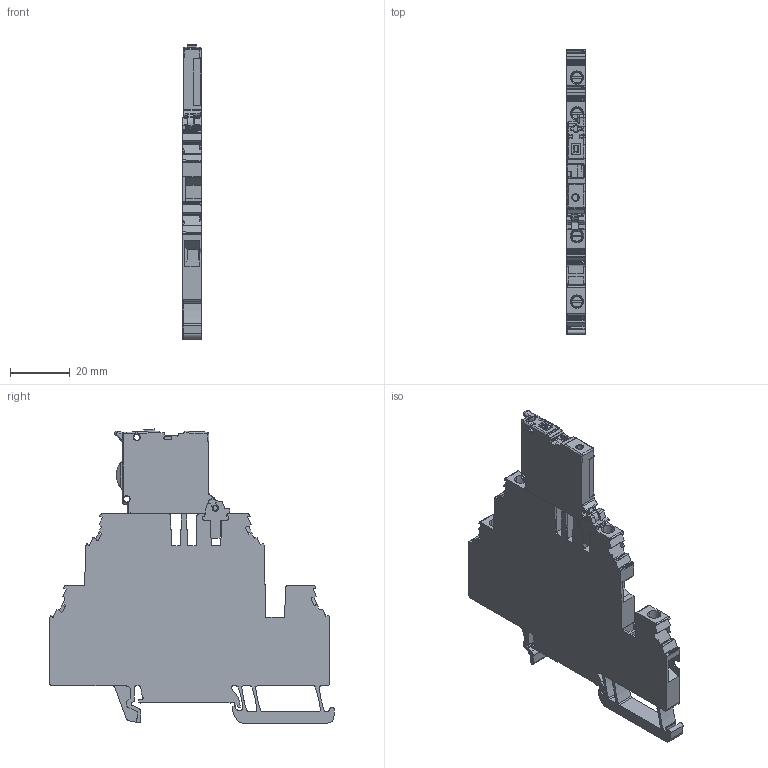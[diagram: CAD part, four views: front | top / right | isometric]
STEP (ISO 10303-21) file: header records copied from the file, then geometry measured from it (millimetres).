
FILE_DESCRIPTION(('CATIA V5 STEP Exchange','CAx-IF Rec.Pracs.--- Model Styling and Organization---1.4--- 2014-01-23'),'2;1');
FILE_NAME ('1995223-2_1', '2024-03-21T18:34:01+00:00', ('none'), ('Weidmueller'), 'CATIA Version 5-6 Release 2016 SP3 HF44', 'CATIA V5 STEP AP214', 'none');
FILE_SCHEMA(('AUTOMOTIVE_DESIGN { 1 0 10303 214 1 1 1 1 }'));
Products named in the file (1): 30193400000
Bounding box: 6.1 x 95.33 x 98.46 mm (x, y, z)
Volume: 31444.4 mm3; surface area: 18254.4 mm2
Topology: 8 solids, 8 shells, 1470 faces, 4088 edges, 2640 vertices
Faces by surface type: plane 652, cylinder 472, extrusion 178, torus 99, bspline 38, cone 19, sphere 12
Entity records: 50663 total; most frequent: CARTESIAN_POINT 15143, ORIENTED_EDGE 8166, DIRECTION 5623, EDGE_CURVE 4083, VECTOR 2656, VERTEX_POINT 2640, LINE 2478, AXIS2_PLACEMENT_3D 1924
